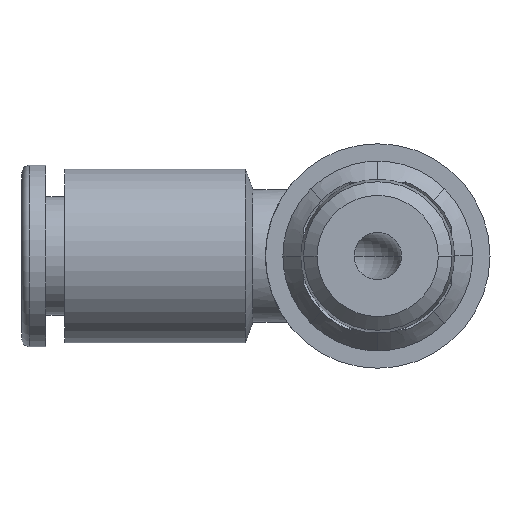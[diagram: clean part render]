
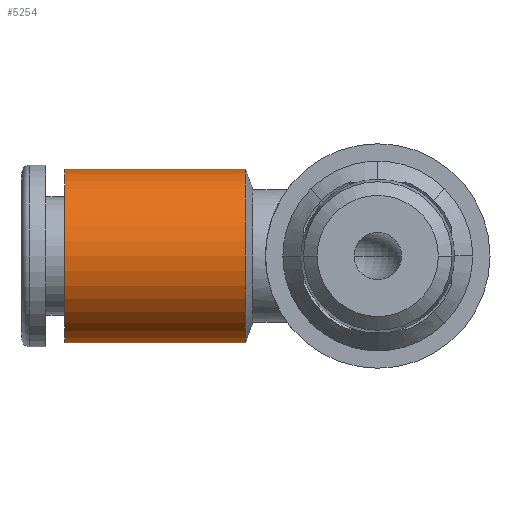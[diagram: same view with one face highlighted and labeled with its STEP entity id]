
A CAD part, front view. The second image highlights one B-rep face of the part: STEP entity #5254.
In plain terms, the highlighted cylindrical face has radius 5.5 mm (diameter 11 mm), a partial arc.
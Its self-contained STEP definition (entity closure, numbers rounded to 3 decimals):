
#9 = CARTESIAN_POINT ( 'NONE',  ( -8.373, 0., 0. ) ) ;
#723 = DIRECTION ( 'NONE',  ( 1., 0., 0. ) ) ;
#894 = CARTESIAN_POINT ( 'NONE',  ( -8.373, 0., -5.5 ) ) ;
#1025 = VERTEX_POINT ( 'NONE', #6073 ) ;
#1762 = ORIENTED_EDGE ( 'NONE', *, *, #5934, .F. ) ;
#1816 = CIRCLE ( 'NONE', #3182, 5.5 ) ;
#1940 = AXIS2_PLACEMENT_3D ( 'NONE', #5926, #5967, #5520 ) ;
#2022 = ORIENTED_EDGE ( 'NONE', *, *, #6110, .T. ) ;
#2026 = EDGE_LOOP ( 'NONE', ( #1762, #4703, #2022, #5474 ) ) ;
#2066 = AXIS2_PLACEMENT_3D ( 'NONE', #2753, #3982, #3560 ) ;
#2311 = EDGE_CURVE ( 'NONE', #4158, #4883, #1816, .T. ) ;
#2326 = CIRCLE ( 'NONE', #2066, 5.5 ) ;
#2737 = CARTESIAN_POINT ( 'NONE',  ( -35.356, 0., -5.5 ) ) ;
#2753 = CARTESIAN_POINT ( 'NONE',  ( -19.8, 0., 0. ) ) ;
#2949 = VECTOR ( 'NONE', #6167, 1000. ) ;
#3182 = AXIS2_PLACEMENT_3D ( 'NONE', #9, #6191, #4378 ) ;
#3560 = DIRECTION ( 'NONE',  ( 0., 0., -1. ) ) ;
#3982 = DIRECTION ( 'NONE',  ( -1., 0., 0. ) ) ;
#4158 = VERTEX_POINT ( 'NONE', #894 ) ;
#4378 = DIRECTION ( 'NONE',  ( 0., 0., -1. ) ) ;
#4552 = EDGE_CURVE ( 'NONE', #1025, #4986, #2326, .T. ) ;
#4569 = LINE ( 'NONE', #5375, #5224 ) ;
#4703 = ORIENTED_EDGE ( 'NONE', *, *, #4552, .F. ) ;
#4883 = VERTEX_POINT ( 'NONE', #4993 ) ;
#4986 = VERTEX_POINT ( 'NONE', #5034 ) ;
#4993 = CARTESIAN_POINT ( 'NONE',  ( -8.373, 0., 5.5 ) ) ;
#5017 = CYLINDRICAL_SURFACE ( 'NONE', #1940, 5.5 ) ;
#5034 = CARTESIAN_POINT ( 'NONE',  ( -19.8, 0., 5.5 ) ) ;
#5224 = VECTOR ( 'NONE', #723, 1000. ) ;
#5254 = ADVANCED_FACE ( 'NONE', ( #5907 ), #5017, .T. ) ;
#5375 = CARTESIAN_POINT ( 'NONE',  ( -35.356, 0., 5.5 ) ) ;
#5474 = ORIENTED_EDGE ( 'NONE', *, *, #2311, .T. ) ;
#5520 = DIRECTION ( 'NONE',  ( 0., 0., -1. ) ) ;
#5537 = LINE ( 'NONE', #2737, #2949 ) ;
#5907 = FACE_OUTER_BOUND ( 'NONE', #2026, .T. ) ;
#5926 = CARTESIAN_POINT ( 'NONE',  ( -35.356, 0., 0. ) ) ;
#5934 = EDGE_CURVE ( 'NONE', #4986, #4883, #4569, .T. ) ;
#5967 = DIRECTION ( 'NONE',  ( 1., 0., 0. ) ) ;
#6073 = CARTESIAN_POINT ( 'NONE',  ( -19.8, 0., -5.5 ) ) ;
#6110 = EDGE_CURVE ( 'NONE', #1025, #4158, #5537, .T. ) ;
#6167 = DIRECTION ( 'NONE',  ( 1., 0., 0. ) ) ;
#6191 = DIRECTION ( 'NONE',  ( -1., 0., 0. ) ) ;
